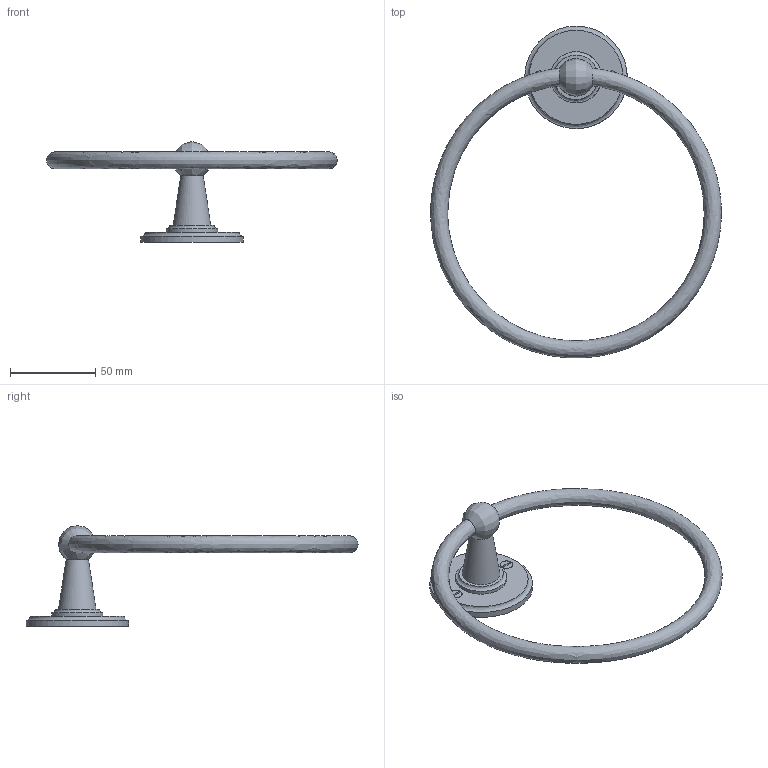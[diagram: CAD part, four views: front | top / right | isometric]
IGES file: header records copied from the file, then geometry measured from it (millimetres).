
Global section: file name: A3 CHR-B; native system: AutoCAD 2016 - English; preprocessor: Autodesk Translation Framework DWG producer (atf_dwg_producer); organization: unknown; date: 20161003.085300; units: millimetre
Bounding box: 169.99 x 194.2 x 59 mm (x, y, z)
Volume: 69535.9 mm3; surface area: 26351.3 mm2
Topology: 4 solids, 4 shells, 27 faces, 70 edges, 49 vertices
Faces by surface type: bspline 27
